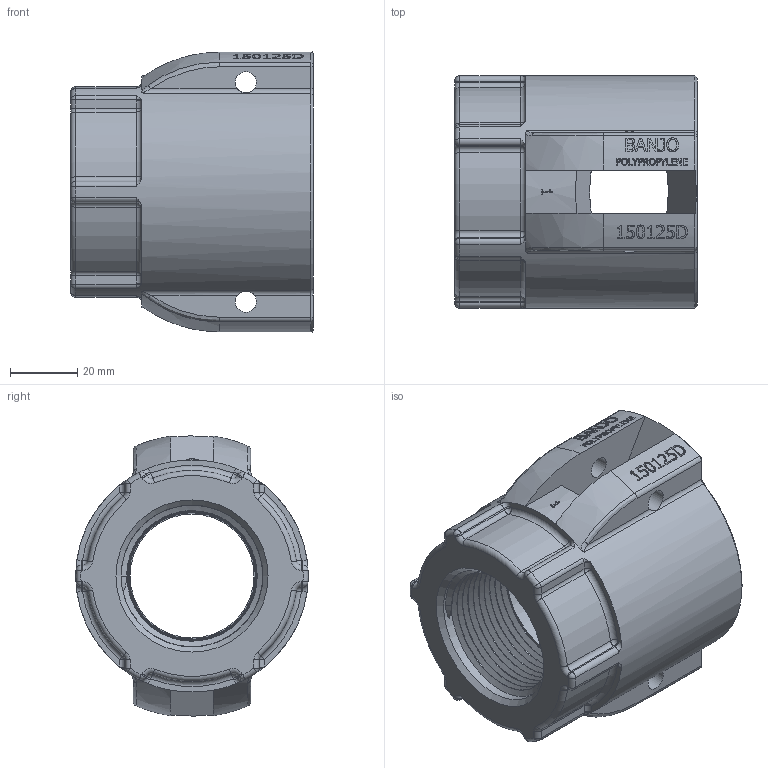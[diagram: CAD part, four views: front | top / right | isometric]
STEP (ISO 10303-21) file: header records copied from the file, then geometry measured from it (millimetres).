
FILE_DESCRIPTION(/* description */ ('1 1/2" MALE COUPLING X 1 1/4" FNPT'),/* implementation_level */ '2;1');
FILE_NAME(/* name */ '150125D.stp',/* time_stamp */ '2016-09-22T14:57:09-04:00',/* author */ ('MJC'),/* organization */ (''),/* preprocessor_version */ 'ST-DEVELOPER v16.1',/* originating_system */ 'Autodesk Inventor 2016',/* authorisation */ '');
FILE_SCHEMA (('AUTOMOTIVE_DESIGN { 1 0 10303 214 3 1 1 }'));
Length unit declared in the file: inch
Products named in the file (2): 150125DX; 150125D
Assembly tree (1 placements, depth 2):
  150125D
    150125DX
Bounding box: 72.14 x 69.09 x 83.26 mm (x, y, z)
Volume: 131275.7 mm3; surface area: 37959.8 mm2
Topology: 1 solids, 1 shells, 615 faces, 1606 edges, 1012 vertices
Faces by surface type: plane 233, bspline 167, cylinder 120, torus 43, cone 28, sphere 24
Full cylindrical faces by diameter (mm): 6.35 x4, 36.83 x1, 54.483 x1, 56.896 x1
Entity records: 23719 total; most frequent: CARTESIAN_POINT 9861, ORIENTED_EDGE 3078, DIRECTION 2526, EDGE_CURVE 1539, VERTEX_POINT 984, AXIS2_PLACEMENT_3D 912, LINE 702, VECTOR 702
